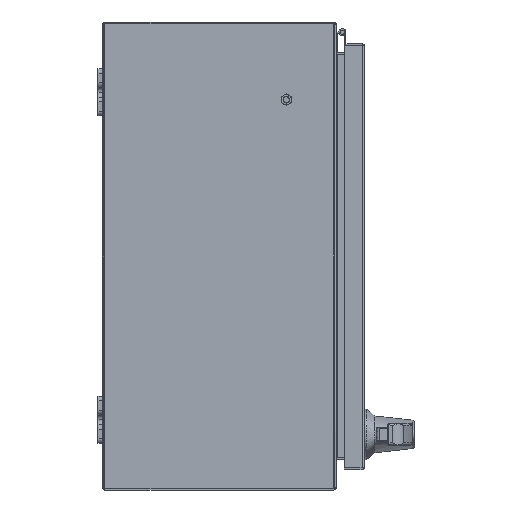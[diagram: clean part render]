
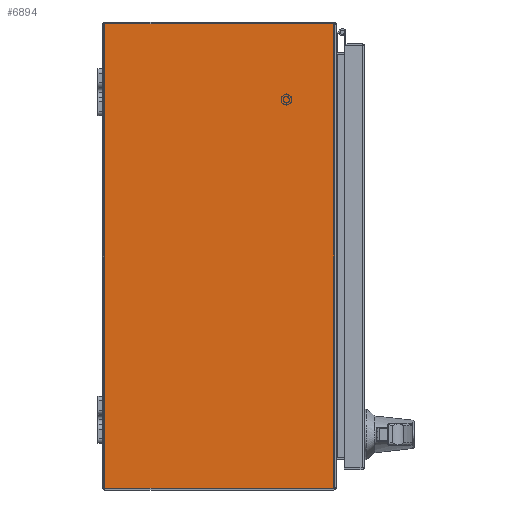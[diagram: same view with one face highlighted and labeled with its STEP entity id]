
A CAD part, front view. The second image highlights one B-rep face of the part: STEP entity #6894.
In plain terms, the highlighted face is planar.
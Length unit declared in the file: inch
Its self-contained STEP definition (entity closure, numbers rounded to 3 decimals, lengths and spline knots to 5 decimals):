
#6894 = ADVANCED_FACE ( 'NONE', ( #53925 ), #99714, .T. ) ;
#7047 = VERTEX_POINT ( 'NONE', #101816 ) ;
#11450 = VECTOR ( 'NONE', #96732, 39.37008 ) ;
#15655 = LINE ( 'NONE', #20452, #91902 ) ;
#18810 = LINE ( 'NONE', #32036, #23878 ) ;
#20452 = CARTESIAN_POINT ( 'NONE',  ( -9.892, -9.892, -12. ) ) ;
#23878 = VECTOR ( 'NONE', #88921, 39.37008 ) ;
#23885 = CARTESIAN_POINT ( 'NONE',  ( -9.892, -0.108, -12. ) ) ;
#26411 = EDGE_CURVE ( 'NONE', #7047, #32511, #66519, .T. ) ;
#26621 = ORIENTED_EDGE ( 'NONE', *, *, #44949, .F. ) ;
#26862 = CARTESIAN_POINT ( 'NONE',  ( -9.892, -0.06248, -12. ) ) ;
#26996 = EDGE_CURVE ( 'NONE', #32511, #69789, #15655, .T. ) ;
#28253 = DIRECTION ( 'NONE',  ( 0., 1., 0. ) ) ;
#30855 = EDGE_CURVE ( 'NONE', #68547, #7047, #35553, .T. ) ;
#32036 = CARTESIAN_POINT ( 'NONE',  ( -9.92792, 39.37008, -12. ) ) ;
#32511 = VERTEX_POINT ( 'NONE', #76008 ) ;
#35553 = LINE ( 'NONE', #23885, #11450 ) ;
#39647 = CARTESIAN_POINT ( 'NONE',  ( -9.92792, -9.892, -12. ) ) ;
#42226 = EDGE_LOOP ( 'NONE', ( #95389, #105101, #48511, #26621 ) ) ;
#44949 = EDGE_CURVE ( 'NONE', #68547, #69789, #18810, .T. ) ;
#45329 = AXIS2_PLACEMENT_3D ( 'NONE', #26862, #83652, #28253 ) ;
#48511 = ORIENTED_EDGE ( 'NONE', *, *, #26996, .T. ) ;
#52605 = VECTOR ( 'NONE', #90228, 39.37008 ) ;
#53925 = FACE_OUTER_BOUND ( 'NONE', #42226, .T. ) ;
#59851 = DIRECTION ( 'NONE',  ( -1., 0., 0. ) ) ;
#66519 = LINE ( 'NONE', #83024, #52605 ) ;
#68547 = VERTEX_POINT ( 'NONE', #88138 ) ;
#69789 = VERTEX_POINT ( 'NONE', #39647 ) ;
#76008 = CARTESIAN_POINT ( 'NONE',  ( 9.92792, -9.892, -12. ) ) ;
#83024 = CARTESIAN_POINT ( 'NONE',  ( 9.92792, 39.37008, -12. ) ) ;
#83652 = DIRECTION ( 'NONE',  ( 0., 0., -1. ) ) ;
#88138 = CARTESIAN_POINT ( 'NONE',  ( -9.92792, -0.108, -12. ) ) ;
#88921 = DIRECTION ( 'NONE',  ( 0., -1., 0. ) ) ;
#90228 = DIRECTION ( 'NONE',  ( 0., -1., 0. ) ) ;
#91902 = VECTOR ( 'NONE', #59851, 39.37008 ) ;
#95389 = ORIENTED_EDGE ( 'NONE', *, *, #30855, .T. ) ;
#96732 = DIRECTION ( 'NONE',  ( 1., 0., 0. ) ) ;
#99714 = PLANE ( 'NONE',  #45329 ) ;
#101816 = CARTESIAN_POINT ( 'NONE',  ( 9.92792, -0.108, -12. ) ) ;
#105101 = ORIENTED_EDGE ( 'NONE', *, *, #26411, .T. ) ;
